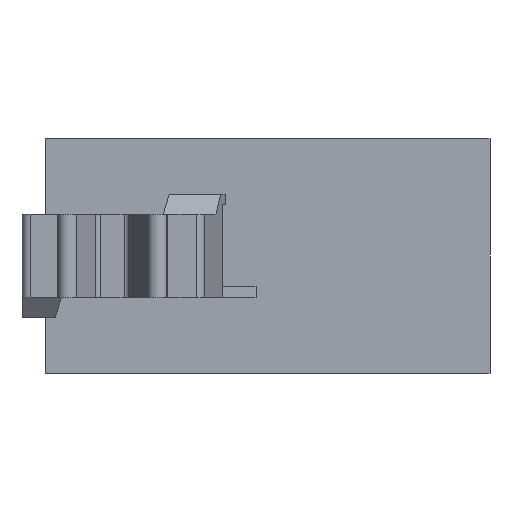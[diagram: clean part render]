
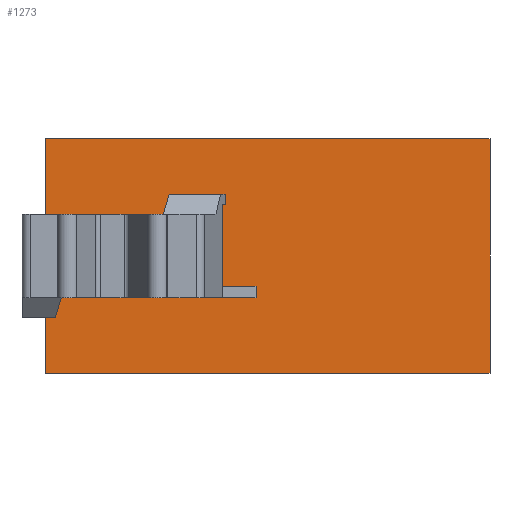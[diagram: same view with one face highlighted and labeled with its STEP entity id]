
A CAD part, front view. The second image highlights one B-rep face of the part: STEP entity #1273.
In plain terms, the highlighted planar face has unit normal (0, -1, 0).
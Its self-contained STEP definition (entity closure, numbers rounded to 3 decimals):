
#176=DIRECTION('',(-1.,0.,0.));
#177=VECTOR('',#176,5.2);
#178=CARTESIAN_POINT('',(8.6,10.35,-2.5));
#179=LINE('',#178,#177);
#196=DIRECTION('',(0.,0.,1.));
#197=VECTOR('',#196,14.);
#198=CARTESIAN_POINT('',(-4.,10.35,-7.));
#199=LINE('',#198,#197);
#200=DIRECTION('',(0.,0.,-1.));
#201=VECTOR('',#200,0.7);
#202=CARTESIAN_POINT('',(8.6,10.35,-1.8));
#203=LINE('',#202,#201);
#204=DIRECTION('',(-1.,0.,0.));
#205=VECTOR('',#204,2.2);
#206=CARTESIAN_POINT('',(8.6,10.35,-1.8));
#207=LINE('',#206,#205);
#208=DIRECTION('',(-1.,0.,0.));
#209=VECTOR('',#208,2.2);
#210=CARTESIAN_POINT('',(5.6,10.35,-1.8));
#211=LINE('',#210,#209);
#212=DIRECTION('',(0.,0.,-1.));
#213=VECTOR('',#212,0.7);
#214=CARTESIAN_POINT('',(3.4,10.35,-1.8));
#215=LINE('',#214,#213);
#220=DIRECTION('',(1.,0.,0.));
#221=VECTOR('',#220,26.6);
#222=CARTESIAN_POINT('',(-4.,10.35,-7.));
#223=LINE('',#222,#221);
#288=DIRECTION('',(0.,0.,1.));
#289=VECTOR('',#288,14.);
#290=CARTESIAN_POINT('',(22.6,10.35,-7.));
#291=LINE('',#290,#289);
#304=DIRECTION('',(1.,0.,0.));
#305=VECTOR('',#304,26.6);
#306=CARTESIAN_POINT('',(-4.,10.35,7.));
#307=LINE('',#306,#305);
#352=DIRECTION('',(-1.,0.,0.));
#353=VECTOR('',#352,0.8);
#354=CARTESIAN_POINT('',(6.4,10.35,2.5));
#355=LINE('',#354,#353);
#835=DIRECTION('',(0.,0.,1.));
#836=VECTOR('',#835,4.3);
#837=CARTESIAN_POINT('',(5.6,10.35,-1.8));
#838=LINE('',#837,#836);
#847=DIRECTION('',(0.,0.,1.));
#848=VECTOR('',#847,4.3);
#849=CARTESIAN_POINT('',(6.4,10.35,-1.8));
#850=LINE('',#849,#848);
#988=CARTESIAN_POINT('',(-4.,10.35,-7.));
#990=VERTEX_POINT('',#988);
#991=CARTESIAN_POINT('',(22.6,10.35,-7.));
#992=VERTEX_POINT('',#991);
#996=CARTESIAN_POINT('',(-4.,10.35,7.));
#998=VERTEX_POINT('',#996);
#999=CARTESIAN_POINT('',(22.6,10.35,7.));
#1000=VERTEX_POINT('',#999);
#1003=CARTESIAN_POINT('',(6.4,10.35,2.5));
#1004=CARTESIAN_POINT('',(5.6,10.35,2.5));
#1005=VERTEX_POINT('',#1003);
#1006=VERTEX_POINT('',#1004);
#1031=CARTESIAN_POINT('',(6.4,10.35,-1.8));
#1032=VERTEX_POINT('',#1031);
#1033=CARTESIAN_POINT('',(5.6,10.35,-1.8));
#1035=VERTEX_POINT('',#1033);
#1043=CARTESIAN_POINT('',(8.6,10.35,-1.8));
#1044=VERTEX_POINT('',#1043);
#1045=CARTESIAN_POINT('',(3.4,10.35,-1.8));
#1046=VERTEX_POINT('',#1045);
#1047=CARTESIAN_POINT('',(8.6,10.35,-2.5));
#1048=VERTEX_POINT('',#1047);
#1049=CARTESIAN_POINT('',(3.4,10.35,-2.5));
#1050=VERTEX_POINT('',#1049);
#1242=CARTESIAN_POINT('',(-4.,10.35,-7.));
#1243=DIRECTION('',(0.,-1.,0.));
#1244=DIRECTION('',(1.,0.,0.));
#1245=AXIS2_PLACEMENT_3D('',#1242,#1243,#1244);
#1246=PLANE('',#1245);
#1248=ORIENTED_EDGE('',*,*,#1247,.F.);
#1250=ORIENTED_EDGE('',*,*,#1249,.T.);
#1252=ORIENTED_EDGE('',*,*,#1251,.T.);
#1254=ORIENTED_EDGE('',*,*,#1253,.F.);
#1255=EDGE_LOOP('',(#1248,#1250,#1252,#1254));
#1256=FACE_OUTER_BOUND('',#1255,.F.);
#1257=ORIENTED_EDGE('',*,*,#1202,.F.);
#1259=ORIENTED_EDGE('',*,*,#1258,.F.);
#1261=ORIENTED_EDGE('',*,*,#1260,.T.);
#1263=ORIENTED_EDGE('',*,*,#1262,.T.);
#1265=ORIENTED_EDGE('',*,*,#1264,.T.);
#1267=ORIENTED_EDGE('',*,*,#1266,.F.);
#1269=ORIENTED_EDGE('',*,*,#1268,.T.);
#1270=ORIENTED_EDGE('',*,*,#1235,.T.);
#1271=EDGE_LOOP('',(#1257,#1259,#1261,#1263,#1265,#1267,#1269,#1270));
#1272=FACE_BOUND('',#1271,.F.);
#1202=EDGE_CURVE('',#1048,#1050,#179,.T.);
#1235=EDGE_CURVE('',#1046,#1050,#215,.T.);
#1247=EDGE_CURVE('',#990,#992,#223,.T.);
#1249=EDGE_CURVE('',#990,#998,#199,.T.);
#1251=EDGE_CURVE('',#998,#1000,#307,.T.);
#1253=EDGE_CURVE('',#992,#1000,#291,.T.);
#1258=EDGE_CURVE('',#1044,#1048,#203,.T.);
#1260=EDGE_CURVE('',#1044,#1032,#207,.T.);
#1262=EDGE_CURVE('',#1032,#1005,#850,.T.);
#1264=EDGE_CURVE('',#1005,#1006,#355,.T.);
#1266=EDGE_CURVE('',#1035,#1006,#838,.T.);
#1268=EDGE_CURVE('',#1035,#1046,#211,.T.);
#1273=ADVANCED_FACE('',(#1256,#1272),#1246,.T.);
